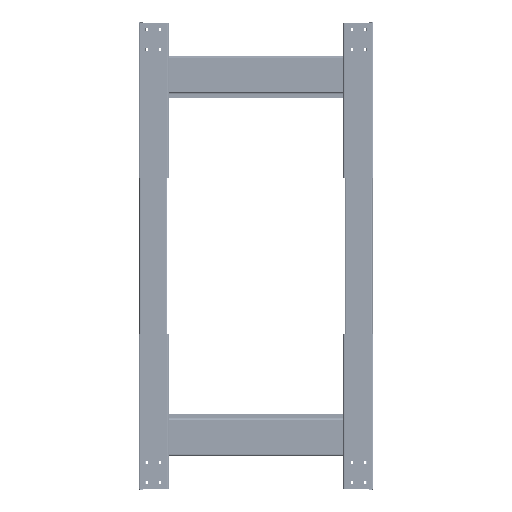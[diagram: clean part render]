
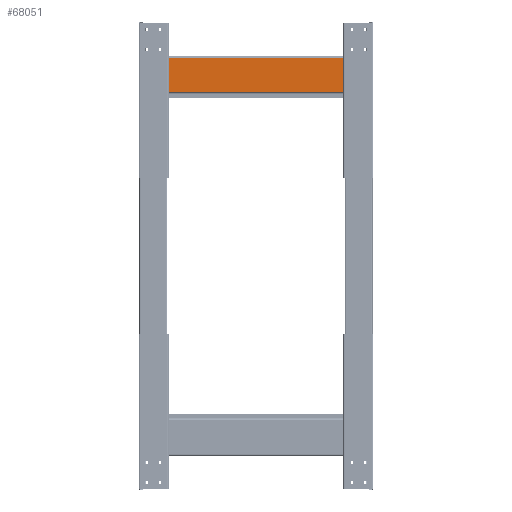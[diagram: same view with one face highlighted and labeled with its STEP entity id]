
A CAD part, front view. The second image highlights one B-rep face of the part: STEP entity #68051.
In plain terms, the highlighted planar face has unit normal (0, -1, 0).
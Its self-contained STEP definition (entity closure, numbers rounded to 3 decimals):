
#1727 = CARTESIAN_POINT ( 'NONE',  ( -300., -1.4, 46.1 ) ) ;
#2284 = CIRCLE ( 'NONE', #49217, 6.3 ) ;
#2680 = CARTESIAN_POINT ( 'NONE',  ( -235., -1.4, -4.3 ) ) ;
#3927 = CIRCLE ( 'NONE', #71365, 0.5 ) ;
#4681 = EDGE_LOOP ( 'NONE', ( #13873, #15157 ) ) ;
#5217 = CARTESIAN_POINT ( 'NONE',  ( 235., -1.4, 8.3 ) ) ;
#5550 = EDGE_LOOP ( 'NONE', ( #12456, #87405, #33152, #66689 ) ) ;
#6211 = FACE_OUTER_BOUND ( 'NONE', #5550, .T. ) ;
#7040 = CARTESIAN_POINT ( 'NONE',  ( -259., -1.4, 2. ) ) ;
#7156 = CIRCLE ( 'NONE', #20539, 6.3 ) ;
#7596 = DIRECTION ( 'NONE',  ( 1., 0., 0. ) ) ;
#8136 = EDGE_CURVE ( 'NONE', #65432, #18720, #72673, .T. ) ;
#8506 = VECTOR ( 'NONE', #19093, 1000. ) ;
#8598 = AXIS2_PLACEMENT_3D ( 'NONE', #39706, #26266, #12017 ) ;
#9871 = AXIS2_PLACEMENT_3D ( 'NONE', #7040, #54667, #47813 ) ;
#10824 = CARTESIAN_POINT ( 'NONE',  ( 235., -1.4, 2. ) ) ;
#12017 = DIRECTION ( 'NONE',  ( 0., 0., 1. ) ) ;
#12456 = ORIENTED_EDGE ( 'NONE', *, *, #54824, .T. ) ;
#12568 = CARTESIAN_POINT ( 'NONE',  ( 300., -1.4, 46.1 ) ) ;
#12966 = CIRCLE ( 'NONE', #52021, 0.5 ) ;
#13873 = ORIENTED_EDGE ( 'NONE', *, *, #60836, .T. ) ;
#14440 = CARTESIAN_POINT ( 'NONE',  ( -300., -1.4, -42.1 ) ) ;
#15157 = ORIENTED_EDGE ( 'NONE', *, *, #79146, .T. ) ;
#15473 = EDGE_LOOP ( 'NONE', ( #56414, #52759 ) ) ;
#15636 = EDGE_LOOP ( 'NONE', ( #48818, #24240 ) ) ;
#17213 = CARTESIAN_POINT ( 'NONE',  ( 235., -1.4, 2. ) ) ;
#17459 = CARTESIAN_POINT ( 'NONE',  ( 235., -1.4, -4.3 ) ) ;
#18720 = VERTEX_POINT ( 'NONE', #44652 ) ;
#19093 = DIRECTION ( 'NONE',  ( -1., 0., 0. ) ) ;
#19138 = VERTEX_POINT ( 'NONE', #50136 ) ;
#19913 = DIRECTION ( 'NONE',  ( 0., 1., 0. ) ) ;
#20539 = AXIS2_PLACEMENT_3D ( 'NONE', #17213, #77683, #24028 ) ;
#20786 = CARTESIAN_POINT ( 'NONE',  ( -235., -1.4, 2. ) ) ;
#21490 = CARTESIAN_POINT ( 'NONE',  ( 300., -1.4, -45. ) ) ;
#23001 = VECTOR ( 'NONE', #25401, 1000. ) ;
#23998 = EDGE_CURVE ( 'NONE', #45356, #59882, #74567, .T. ) ;
#24028 = DIRECTION ( 'NONE',  ( 0., 0., 1. ) ) ;
#24240 = ORIENTED_EDGE ( 'NONE', *, *, #85717, .T. ) ;
#24459 = CARTESIAN_POINT ( 'NONE',  ( 259., -1.4, 1.5 ) ) ;
#25017 = LINE ( 'NONE', #14440, #87944 ) ;
#25401 = DIRECTION ( 'NONE',  ( 0., 0., 1. ) ) ;
#25657 = EDGE_CURVE ( 'NONE', #70897, #60161, #7156, .T. ) ;
#26266 = DIRECTION ( 'NONE',  ( 0., 1., 0. ) ) ;
#26879 = VERTEX_POINT ( 'NONE', #49467 ) ;
#28832 = EDGE_CURVE ( 'NONE', #60161, #70897, #2284, .T. ) ;
#29390 = EDGE_LOOP ( 'NONE', ( #81020, #34338 ) ) ;
#30152 = LINE ( 'NONE', #21490, #38736 ) ;
#30899 = CARTESIAN_POINT ( 'NONE',  ( 259., -1.4, 2. ) ) ;
#31511 = DIRECTION ( 'NONE',  ( 0., 1., 0. ) ) ;
#31641 = DIRECTION ( 'NONE',  ( 0., 1., 0. ) ) ;
#31818 = DIRECTION ( 'NONE',  ( 0., 0., 1. ) ) ;
#32366 = AXIS2_PLACEMENT_3D ( 'NONE', #20786, #19913, #74440 ) ;
#32423 = CARTESIAN_POINT ( 'NONE',  ( -259., -1.4, 2. ) ) ;
#33152 = ORIENTED_EDGE ( 'NONE', *, *, #23998, .T. ) ;
#33501 = CIRCLE ( 'NONE', #42244, 0.5 ) ;
#34338 = ORIENTED_EDGE ( 'NONE', *, *, #40899, .T. ) ;
#36907 = CARTESIAN_POINT ( 'NONE',  ( 300., -1.4, -42.1 ) ) ;
#38736 = VECTOR ( 'NONE', #76054, 1000. ) ;
#39497 = EDGE_CURVE ( 'NONE', #85595, #86781, #3927, .T. ) ;
#39706 = CARTESIAN_POINT ( 'NONE',  ( -235., -1.4, 2. ) ) ;
#40298 = FACE_BOUND ( 'NONE', #15473, .T. ) ;
#40899 = EDGE_CURVE ( 'NONE', #86781, #85595, #33501, .T. ) ;
#42159 = EDGE_CURVE ( 'NONE', #45356, #85362, #30152, .T. ) ;
#42244 = AXIS2_PLACEMENT_3D ( 'NONE', #61610, #73888, #47647 ) ;
#44652 = CARTESIAN_POINT ( 'NONE',  ( -259., -1.4, 1.5 ) ) ;
#45356 = VERTEX_POINT ( 'NONE', #47370 ) ;
#47370 = CARTESIAN_POINT ( 'NONE',  ( 300., -1.4, 46.1 ) ) ;
#47647 = DIRECTION ( 'NONE',  ( 0., 0., 1. ) ) ;
#47813 = DIRECTION ( 'NONE',  ( 0., 0., 1. ) ) ;
#48388 = AXIS2_PLACEMENT_3D ( 'NONE', #72731, #59288, #52437 ) ;
#48818 = ORIENTED_EDGE ( 'NONE', *, *, #8136, .T. ) ;
#49150 = CIRCLE ( 'NONE', #8598, 6.3 ) ;
#49217 = AXIS2_PLACEMENT_3D ( 'NONE', #10824, #31641, #66479 ) ;
#49467 = CARTESIAN_POINT ( 'NONE',  ( -300., -1.4, -42.1 ) ) ;
#50136 = CARTESIAN_POINT ( 'NONE',  ( -235., -1.4, 8.3 ) ) ;
#50944 = FACE_BOUND ( 'NONE', #29390, .T. ) ;
#52021 = AXIS2_PLACEMENT_3D ( 'NONE', #32423, #52639, #31818 ) ;
#52437 = DIRECTION ( 'NONE',  ( 0., 0., 1. ) ) ;
#52639 = DIRECTION ( 'NONE',  ( 0., 1., 0. ) ) ;
#52759 = ORIENTED_EDGE ( 'NONE', *, *, #28832, .T. ) ;
#53074 = FACE_BOUND ( 'NONE', #15636, .T. ) ;
#54667 = DIRECTION ( 'NONE',  ( 0., 1., 0. ) ) ;
#54824 = EDGE_CURVE ( 'NONE', #26879, #85362, #25017, .T. ) ;
#56249 = FACE_BOUND ( 'NONE', #4681, .T. ) ;
#56414 = ORIENTED_EDGE ( 'NONE', *, *, #25657, .T. ) ;
#58585 = DIRECTION ( 'NONE',  ( 0., 0., 1. ) ) ;
#59288 = DIRECTION ( 'NONE',  ( 0., 1., 0. ) ) ;
#59882 = VERTEX_POINT ( 'NONE', #1727 ) ;
#60161 = VERTEX_POINT ( 'NONE', #17459 ) ;
#60671 = CIRCLE ( 'NONE', #32366, 6.3 ) ;
#60836 = EDGE_CURVE ( 'NONE', #19138, #78845, #49150, .T. ) ;
#61610 = CARTESIAN_POINT ( 'NONE',  ( 259., -1.4, 2. ) ) ;
#65432 = VERTEX_POINT ( 'NONE', #69989 ) ;
#66479 = DIRECTION ( 'NONE',  ( 0., 0., 1. ) ) ;
#66689 = ORIENTED_EDGE ( 'NONE', *, *, #69130, .F. ) ;
#66718 = LINE ( 'NONE', #80231, #23001 ) ;
#68051 = ADVANCED_FACE ( 'NONE', ( #53074, #50944, #56249, #40298, #6211 ), #71874, .F. ) ;
#69130 = EDGE_CURVE ( 'NONE', #26879, #59882, #66718, .T. ) ;
#69989 = CARTESIAN_POINT ( 'NONE',  ( -259., -1.4, 2.5 ) ) ;
#70897 = VERTEX_POINT ( 'NONE', #5217 ) ;
#71365 = AXIS2_PLACEMENT_3D ( 'NONE', #30899, #31511, #58585 ) ;
#71874 = PLANE ( 'NONE',  #48388 ) ;
#72357 = CARTESIAN_POINT ( 'NONE',  ( 259., -1.4, 2.5 ) ) ;
#72673 = CIRCLE ( 'NONE', #9871, 0.5 ) ;
#72731 = CARTESIAN_POINT ( 'NONE',  ( 0., -1.4, 0. ) ) ;
#73888 = DIRECTION ( 'NONE',  ( 0., 1., 0. ) ) ;
#74440 = DIRECTION ( 'NONE',  ( 0., 0., 1. ) ) ;
#74567 = LINE ( 'NONE', #12568, #8506 ) ;
#76054 = DIRECTION ( 'NONE',  ( 0., 0., -1. ) ) ;
#77683 = DIRECTION ( 'NONE',  ( 0., 1., 0. ) ) ;
#78845 = VERTEX_POINT ( 'NONE', #2680 ) ;
#79146 = EDGE_CURVE ( 'NONE', #78845, #19138, #60671, .T. ) ;
#80231 = CARTESIAN_POINT ( 'NONE',  ( -300., -1.4, -45. ) ) ;
#81020 = ORIENTED_EDGE ( 'NONE', *, *, #39497, .T. ) ;
#85362 = VERTEX_POINT ( 'NONE', #36907 ) ;
#85595 = VERTEX_POINT ( 'NONE', #72357 ) ;
#85717 = EDGE_CURVE ( 'NONE', #18720, #65432, #12966, .T. ) ;
#86781 = VERTEX_POINT ( 'NONE', #24459 ) ;
#87405 = ORIENTED_EDGE ( 'NONE', *, *, #42159, .F. ) ;
#87944 = VECTOR ( 'NONE', #7596, 1000. ) ;
